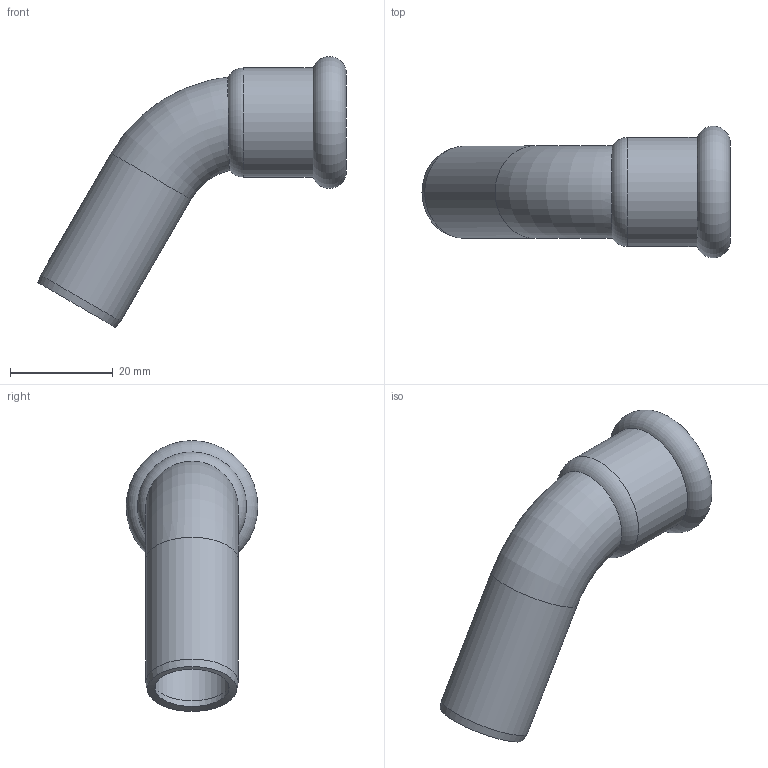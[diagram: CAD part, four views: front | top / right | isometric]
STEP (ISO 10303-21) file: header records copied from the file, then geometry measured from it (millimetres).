
FILE_DESCRIPTION(/* description */ ('CURVA 30° MASCHIO-FEMMINA DN18 Raggio stretto (INOXPRES)'),/* implementation_level */ '2;1');
FILE_NAME(/* name */ '181018601_Inoxpres.stp',/* time_stamp */ '2022-10-17T08:47:17+02:00',/* author */ ('Vault'),/* organization */ ('Raccorderie metalliche s.p.a. '),/* preprocessor_version */ 'ST-DEVELOPER v18.1',/* originating_system */ 'Autodesk Inventor 2020',/* authorisation */ 'Raccorderie metalliche s.p.a. ');
FILE_SCHEMA (('AUTOMOTIVE_DESIGN { 1 0 10303 214 3 1 1 }'));
Length unit declared in the file: millimetre
Products named in the file (1): 181018601_Inoxpres
Bounding box: 60.12 x 25.71 x 52.83 mm (x, y, z)
Volume: 6558.9 mm3; surface area: 8189.6 mm2
Topology: 1 solids, 1 shells, 17 faces, 58 edges, 43 vertices
Faces by surface type: torus 7, cylinder 6, cone 4
Full cylindrical faces by diameter (mm): 15 x1, 18 x1, 18.3 x1, 18.7 x2, 21.3 x1
Entity records: 795 total; most frequent: CARTESIAN_POINT 194, DIRECTION 132, ORIENTED_EDGE 112, AXIS2_PLACEMENT_3D 61, EDGE_CURVE 56, CIRCLE 43, VERTEX_POINT 39, FACE_OUTER_BOUND 17
